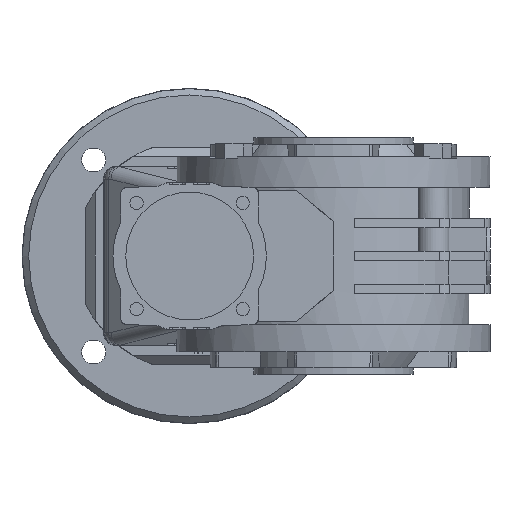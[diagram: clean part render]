
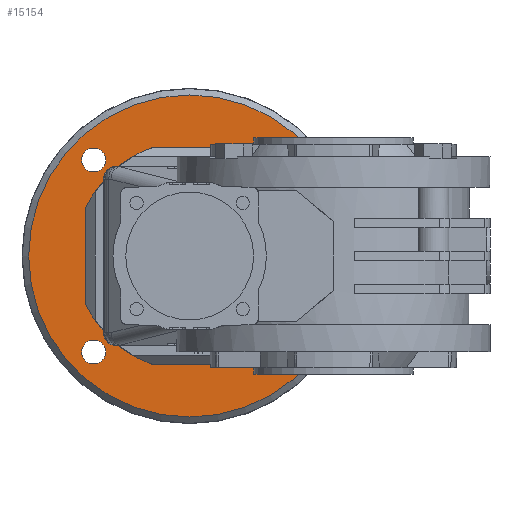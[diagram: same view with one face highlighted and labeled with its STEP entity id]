
A CAD part, left-side view. The second image highlights one B-rep face of the part: STEP entity #15154.
In plain terms, the highlighted face is planar.
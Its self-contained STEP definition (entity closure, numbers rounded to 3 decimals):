
#690=PLANE('',#16135);
#1685=LINE('',#24443,#2680);
#1687=LINE('',#24452,#2682);
#1689=LINE('',#24461,#2684);
#1690=LINE('',#24475,#2685);
#2680=VECTOR('',#19004,1000.);
#2682=VECTOR('',#19012,1000.);
#2684=VECTOR('',#19020,1000.);
#2685=VECTOR('',#19039,1000.);
#5649=ORIENTED_EDGE('',*,*,#7297,.T.);
#5650=ORIENTED_EDGE('',*,*,#7296,.T.);
#5651=ORIENTED_EDGE('',*,*,#7295,.T.);
#5652=ORIENTED_EDGE('',*,*,#7294,.T.);
#5653=ORIENTED_EDGE('',*,*,#7298,.T.);
#5654=ORIENTED_EDGE('',*,*,#7299,.F.);
#5655=ORIENTED_EDGE('',*,*,#7285,.T.);
#5656=ORIENTED_EDGE('',*,*,#7300,.F.);
#5657=ORIENTED_EDGE('',*,*,#7289,.T.);
#5658=ORIENTED_EDGE('',*,*,#7301,.F.);
#5659=ORIENTED_EDGE('',*,*,#7293,.T.);
#5660=ORIENTED_EDGE('',*,*,#7302,.F.);
#5661=ORIENTED_EDGE('',*,*,#7303,.T.);
#7285=EDGE_CURVE('',#8362,#8364,#1685,.T.);
#7289=EDGE_CURVE('',#8366,#8368,#1687,.T.);
#7293=EDGE_CURVE('',#8370,#8372,#1689,.T.);
#7294=EDGE_CURVE('',#8373,#8373,#8751,.T.);
#7295=EDGE_CURVE('',#8374,#8374,#8752,.T.);
#7296=EDGE_CURVE('',#8375,#8375,#8753,.T.);
#7297=EDGE_CURVE('',#8376,#8376,#8754,.T.);
#7298=EDGE_CURVE('',#8377,#8378,#1690,.T.);
#7299=EDGE_CURVE('',#8362,#8378,#8755,.T.);
#7300=EDGE_CURVE('',#8366,#8364,#8756,.T.);
#7301=EDGE_CURVE('',#8370,#8368,#8757,.T.);
#7302=EDGE_CURVE('',#8377,#8372,#8758,.T.);
#7303=EDGE_CURVE('',#8379,#8379,#8759,.T.);
#8362=VERTEX_POINT('',#24438);
#8364=VERTEX_POINT('',#24442);
#8366=VERTEX_POINT('',#24447);
#8368=VERTEX_POINT('',#24451);
#8370=VERTEX_POINT('',#24456);
#8372=VERTEX_POINT('',#24460);
#8373=VERTEX_POINT('',#24464);
#8374=VERTEX_POINT('',#24467);
#8375=VERTEX_POINT('',#24470);
#8376=VERTEX_POINT('',#24473);
#8377=VERTEX_POINT('',#24476);
#8378=VERTEX_POINT('',#24477);
#8379=VERTEX_POINT('',#24483);
#8751=CIRCLE('',#16128,3.75);
#8752=CIRCLE('',#16130,3.75);
#8753=CIRCLE('',#16132,3.75);
#8754=CIRCLE('',#16134,3.75);
#8755=CIRCLE('',#16136,35.881);
#8756=CIRCLE('',#16137,35.881);
#8757=CIRCLE('',#16138,35.881);
#8758=CIRCLE('',#16139,35.881);
#8759=CIRCLE('',#16140,50.395);
#9464=EDGE_LOOP('',(#5649));
#9465=EDGE_LOOP('',(#5650));
#9466=EDGE_LOOP('',(#5651));
#9467=EDGE_LOOP('',(#5652));
#9468=EDGE_LOOP('',(#5653,#5654,#5655,#5656,#5657,#5658,#5659,#5660));
#9469=EDGE_LOOP('',(#5661));
#10200=FACE_BOUND('',#9464,.T.);
#10201=FACE_BOUND('',#9465,.T.);
#10202=FACE_BOUND('',#9466,.T.);
#10203=FACE_BOUND('',#9467,.T.);
#10204=FACE_BOUND('',#9468,.T.);
#10205=FACE_BOUND('',#9469,.T.);
#15154=ADVANCED_FACE('',(#10200,#10201,#10202,#10203,#10204,#10205),#690,
 .F.);
#16128=AXIS2_PLACEMENT_3D('',#24463,#19023,#19024);
#16130=AXIS2_PLACEMENT_3D('',#24466,#19027,#19028);
#16132=AXIS2_PLACEMENT_3D('',#24469,#19031,#19032);
#16134=AXIS2_PLACEMENT_3D('',#24472,#19035,#19036);
#16135=AXIS2_PLACEMENT_3D('',#24474,#19037,#19038);
#16136=AXIS2_PLACEMENT_3D('',#24478,#19040,#19041);
#16137=AXIS2_PLACEMENT_3D('',#24479,#19042,#19043);
#16138=AXIS2_PLACEMENT_3D('',#24480,#19044,#19045);
#16139=AXIS2_PLACEMENT_3D('',#24481,#19046,#19047);
#16140=AXIS2_PLACEMENT_3D('',#24482,#19048,#19049);
#19004=DIRECTION('',(1.,0.,0.));
#19012=DIRECTION('',(0.,0.,-1.));
#19020=DIRECTION('',(-1.,0.,0.));
#19023=DIRECTION('',(0.,1.,0.));
#19024=DIRECTION('',(0.,0.,1.));
#19027=DIRECTION('',(0.,1.,0.));
#19028=DIRECTION('',(0.,0.,1.));
#19031=DIRECTION('',(0.,1.,0.));
#19032=DIRECTION('',(0.,0.,1.));
#19035=DIRECTION('',(0.,1.,0.));
#19036=DIRECTION('',(0.,0.,1.));
#19037=DIRECTION('',(0.,1.,0.));
#19038=DIRECTION('',(0.,0.,1.));
#19039=DIRECTION('',(0.,0.,1.));
#19040=DIRECTION('',(0.,-1.,0.));
#19041=DIRECTION('',(0.,0.,-1.));
#19042=DIRECTION('',(0.,-1.,0.));
#19043=DIRECTION('',(0.,0.,-1.));
#19044=DIRECTION('',(0.,-1.,0.));
#19045=DIRECTION('',(0.,0.,-1.));
#19046=DIRECTION('',(0.,-1.,0.));
#19047=DIRECTION('',(0.,0.,-1.));
#19048=DIRECTION('',(0.,-1.,0.));
#19049=DIRECTION('',(0.,0.,-1.));
#24438=CARTESIAN_POINT('',(-11.465,11.7,34.));
#24442=CARTESIAN_POINT('',(11.465,11.7,34.));
#24443=CARTESIAN_POINT('',(18.068,11.7,34.));
#24447=CARTESIAN_POINT('',(32.5,11.7,15.205));
#24451=CARTESIAN_POINT('',(32.5,11.7,-15.205));
#24452=CARTESIAN_POINT('',(32.5,11.7,-20.425));
#24456=CARTESIAN_POINT('',(11.465,11.7,-34.));
#24460=CARTESIAN_POINT('',(-11.465,11.7,-34.));
#24461=CARTESIAN_POINT('',(-18.068,11.7,-34.));
#24463=CARTESIAN_POINT('',(30.052,11.7,30.052));
#24464=CARTESIAN_POINT('',(30.052,11.7,33.802));
#24466=CARTESIAN_POINT('',(30.052,11.7,-30.052));
#24467=CARTESIAN_POINT('',(30.052,11.7,-26.302));
#24469=CARTESIAN_POINT('',(-30.052,11.7,-30.052));
#24470=CARTESIAN_POINT('',(-30.052,11.7,-26.302));
#24472=CARTESIAN_POINT('',(-30.052,11.7,30.052));
#24473=CARTESIAN_POINT('',(-30.052,11.7,33.802));
#24474=CARTESIAN_POINT('',(0.,11.7,50.395));
#24475=CARTESIAN_POINT('',(-32.5,11.7,20.425));
#24476=CARTESIAN_POINT('',(-32.5,11.7,-15.205));
#24477=CARTESIAN_POINT('',(-32.5,11.7,15.205));
#24478=CARTESIAN_POINT('',(0.,11.7,0.));
#24479=CARTESIAN_POINT('',(0.,11.7,0.));
#24480=CARTESIAN_POINT('',(0.,11.7,0.));
#24481=CARTESIAN_POINT('',(0.,11.7,0.));
#24482=CARTESIAN_POINT('',(0.,11.7,0.));
#24483=CARTESIAN_POINT('',(0.,11.7,-50.395));
